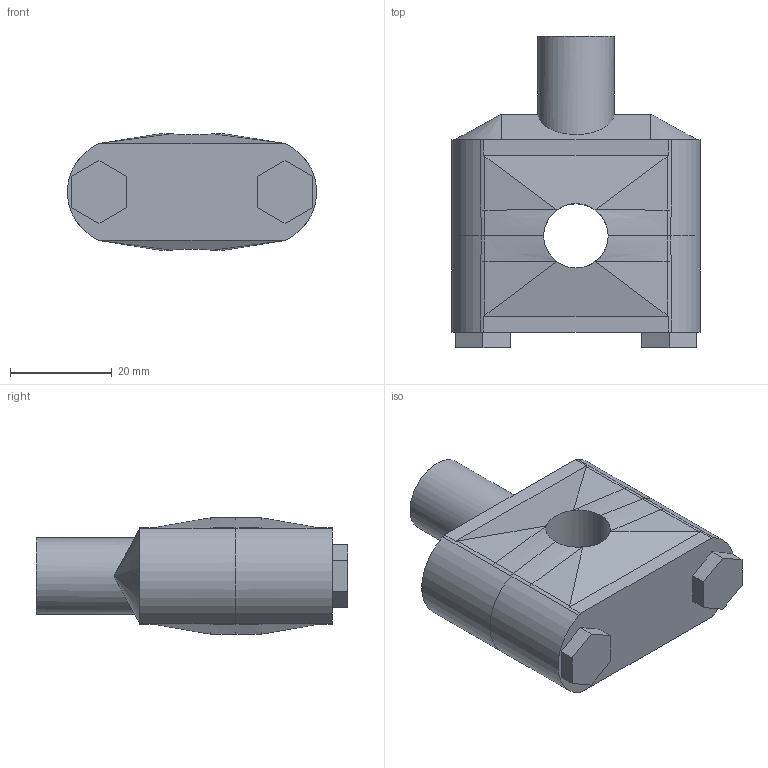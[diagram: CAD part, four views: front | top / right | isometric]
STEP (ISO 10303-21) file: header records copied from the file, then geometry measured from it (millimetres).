
FILE_DESCRIPTION (( 'STEP AP203' ), '1' );
FILE_NAME ('CSDH050TXX.STEP', '2018-12-17T08:10:33', ( '' ), ( '' ), 'SwSTEP 2.0', 'SolidWorks 2013', '' );
FILE_SCHEMA (( 'CONFIG_CONTROL_DESIGN' ));
Length unit declared in the file: millimetre
Products named in the file (1): CSDH050TXX
Bounding box: 48.95 x 61.21 x 22.86 mm (x, y, z)
Surface area: 9798.9 mm2 (no closed solid volume)
Topology: 0 solids, 1 shells, 77 faces, 276 edges, 206 vertices
Faces by surface type: plane 39, cylinder 18, bspline 16, sphere 2, cone 2
Full cylindrical faces by diameter (mm): 7.937 x1, 14.986 x1
Entity records: 4446 total; most frequent: CARTESIAN_POINT 2230, ORIENTED_EDGE 485, DIRECTION 342, EDGE_CURVE 273, VERTEX_POINT 205, LINE 120, VECTOR 120, AXIS2_PLACEMENT_3D 111
